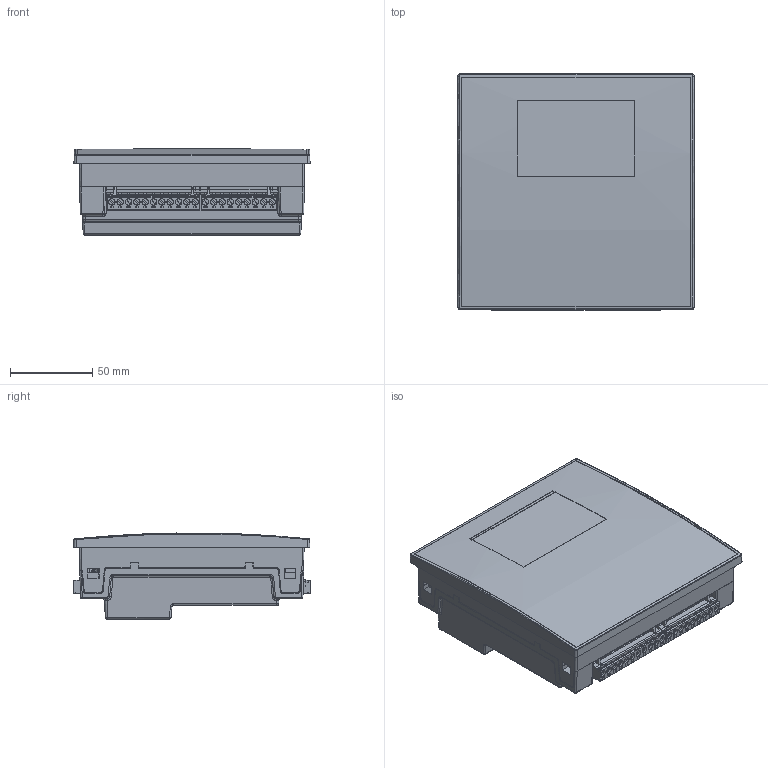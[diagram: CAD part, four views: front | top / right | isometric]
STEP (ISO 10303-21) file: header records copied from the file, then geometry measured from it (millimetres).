
FILE_DESCRIPTION(/* description */ (''),/* implementation_level */ '2;1');
FILE_NAME(/* name */ 'FILE_STP_CAD_DRAWING_RGK600SA-601SA_CATALOG,prt_prt.stp',/* time_stamp */ '2020-11-09T17:06:11+01:00',/* author */ (''),/* organization */ (''),/* preprocessor_version */ 'ST-DEVELOPER v16.7',/* originating_system */ 'SIEMENS PLM Software NX 12.0',/* authorisation */ '');
FILE_SCHEMA (('AUTOMOTIVE_DESIGN { 1 0 10303 214 3 1 1 1 }'));
Length unit declared in the file: millimetre
Products named in the file (1): RGK600SA-601SA_CATALOG,prt
Bounding box: 144 x 144.3 x 52.43 mm (x, y, z)
Surface area: 137351.2 mm2 (no closed solid volume)
Topology: 0 solids, 183 shells, 1390 faces, 6249 edges, 4879 vertices
Faces by surface type: plane 873, cylinder 340, bspline 69, cone 58, sphere 40, torus 10
Full cylindrical faces by diameter (mm): 2.7 x3, 2.8 x1, 4 x30, 4.2 x3, 4.5 x4
Entity records: 78300 total; most frequent: CARTESIAN_POINT 27928, DIRECTION 9804, ORIENTED_EDGE 8759, EDGE_CURVE 6108, VERTEX_POINT 4847, LINE 4236, VECTOR 4236, AXIS2_PLACEMENT_3D 2784
